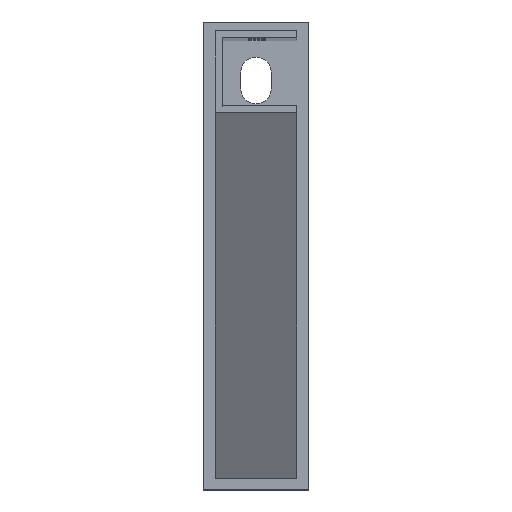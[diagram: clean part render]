
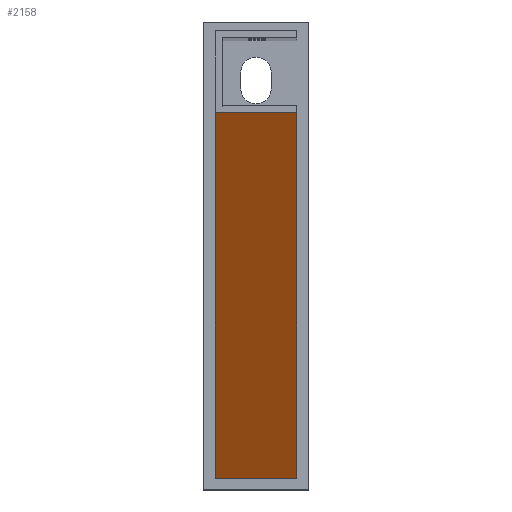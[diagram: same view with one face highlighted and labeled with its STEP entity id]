
A CAD part, top view. The second image highlights one B-rep face of the part: STEP entity #2158.
In plain terms, the highlighted planar face has unit normal (0, -0.978, 0.208).
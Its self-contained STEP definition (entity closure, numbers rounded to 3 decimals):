
#59 = CARTESIAN_POINT ( 'NONE',  ( 40., 160., 736. ) ) ;
#281 = VERTEX_POINT ( 'NONE', #3817 ) ;
#488 = CARTESIAN_POINT ( 'NONE',  ( 5., 160., 736. ) ) ;
#731 = DIRECTION ( 'NONE',  ( 0., -0.208, -0.978 ) ) ;
#790 = CARTESIAN_POINT ( 'NONE',  ( 0., 3.565, -0.757 ) ) ;
#1098 = LINE ( 'NONE', #488, #2372 ) ;
#1130 = DIRECTION ( 'NONE',  ( 0., -0.978, 0.208 ) ) ;
#1297 = ORIENTED_EDGE ( 'NONE', *, *, #1377, .T. ) ;
#1377 = EDGE_CURVE ( 'NONE', #281, #3010, #1098, .T. ) ;
#1461 = AXIS2_PLACEMENT_3D ( 'NONE', #790, #1130, #2156 ) ;
#1729 = VERTEX_POINT ( 'NONE', #2435 ) ;
#1798 = EDGE_LOOP ( 'NONE', ( #1297, #2111, #2932, #2940 ) ) ;
#1899 = DIRECTION ( 'NONE',  ( 0., -0.208, -0.978 ) ) ;
#1927 = EDGE_CURVE ( 'NONE', #3010, #3956, #2377, .T. ) ;
#2111 = ORIENTED_EDGE ( 'NONE', *, *, #1927, .T. ) ;
#2156 = DIRECTION ( 'NONE',  ( 0., -0.208, -0.978 ) ) ;
#2158 = ADVANCED_FACE ( 'NONE', ( #3115 ), #2441, .T. ) ;
#2188 = VECTOR ( 'NONE', #1899, 1000. ) ;
#2303 = VECTOR ( 'NONE', #4041, 1000. ) ;
#2372 = VECTOR ( 'NONE', #731, 1000. ) ;
#2377 = LINE ( 'NONE', #3366, #2303 ) ;
#2435 = CARTESIAN_POINT ( 'NONE',  ( 40., 160., 736. ) ) ;
#2441 = PLANE ( 'NONE',  #1461 ) ;
#2643 = CARTESIAN_POINT ( 'NONE',  ( 40., 5., 6. ) ) ;
#2932 = ORIENTED_EDGE ( 'NONE', *, *, #3856, .F. ) ;
#2940 = ORIENTED_EDGE ( 'NONE', *, *, #3223, .F. ) ;
#3010 = VERTEX_POINT ( 'NONE', #3188 ) ;
#3115 = FACE_OUTER_BOUND ( 'NONE', #1798, .T. ) ;
#3188 = CARTESIAN_POINT ( 'NONE',  ( 5., 5., 6. ) ) ;
#3223 = EDGE_CURVE ( 'NONE', #281, #1729, #3703, .T. ) ;
#3252 = VECTOR ( 'NONE', #4016, 1000. ) ;
#3366 = CARTESIAN_POINT ( 'NONE',  ( 5., 5., 6. ) ) ;
#3577 = CARTESIAN_POINT ( 'NONE',  ( 40., 160., 736. ) ) ;
#3703 = LINE ( 'NONE', #59, #3252 ) ;
#3817 = CARTESIAN_POINT ( 'NONE',  ( 5., 160., 736. ) ) ;
#3856 = EDGE_CURVE ( 'NONE', #1729, #3956, #4248, .T. ) ;
#3956 = VERTEX_POINT ( 'NONE', #2643 ) ;
#4016 = DIRECTION ( 'NONE',  ( 1., 0., 0. ) ) ;
#4041 = DIRECTION ( 'NONE',  ( 1., 0., 0. ) ) ;
#4248 = LINE ( 'NONE', #3577, #2188 ) ;
